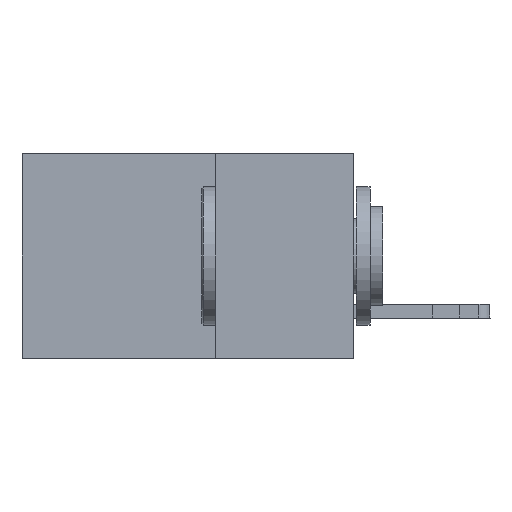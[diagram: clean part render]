
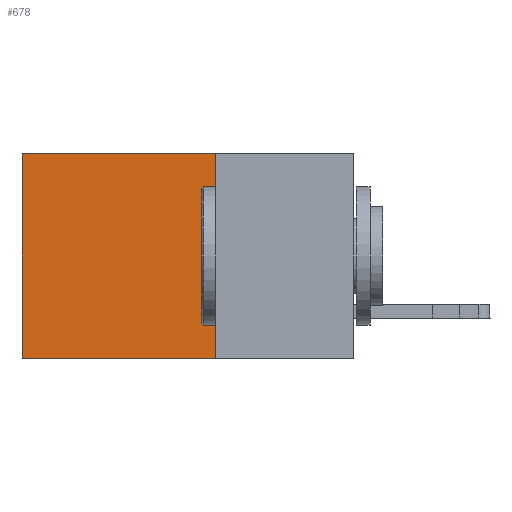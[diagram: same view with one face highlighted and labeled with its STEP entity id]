
A CAD part, left-side view. The second image highlights one B-rep face of the part: STEP entity #678.
In plain terms, the highlighted planar face has unit normal (-1, 0, 0).
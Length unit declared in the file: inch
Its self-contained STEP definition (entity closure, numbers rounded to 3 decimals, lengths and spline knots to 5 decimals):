
#350 = CARTESIAN_POINT ( 'NONE',  ( 0.2875, 0.6, -0.37 ) ) ;
#678 = ADVANCED_FACE ( 'NONE', ( #14099 ), #10701, .F. ) ;
#2575 = DIRECTION ( 'NONE',  ( 0., 0., -1. ) ) ;
#2590 = VECTOR ( 'NONE', #10529, 39.37008 ) ;
#3042 = CARTESIAN_POINT ( 'NONE',  ( 0.2875, 0.25, 0. ) ) ;
#3513 = CARTESIAN_POINT ( 'NONE',  ( 0.2875, 0.25, 0. ) ) ;
#3557 = CARTESIAN_POINT ( 'NONE',  ( 0.2875, 0.6, 0. ) ) ;
#3566 = VECTOR ( 'NONE', #2575, 39.37008 ) ;
#3806 = VERTEX_POINT ( 'NONE', #3557 ) ;
#3960 = AXIS2_PLACEMENT_3D ( 'NONE', #3042, #8991, #8915 ) ;
#4371 = EDGE_CURVE ( 'NONE', #9911, #7501, #15804, .T. ) ;
#6714 = ORIENTED_EDGE ( 'NONE', *, *, #7113, .F. ) ;
#7113 = EDGE_CURVE ( 'NONE', #7501, #12035, #19235, .T. ) ;
#7501 = VERTEX_POINT ( 'NONE', #9968 ) ;
#7822 = DIRECTION ( 'NONE',  ( 0., 1., 0. ) ) ;
#8614 = LINE ( 'NONE', #3513, #2590 ) ;
#8752 = VECTOR ( 'NONE', #7822, 39.37008 ) ;
#8915 = DIRECTION ( 'NONE',  ( 0., 0., -1. ) ) ;
#8991 = DIRECTION ( 'NONE',  ( 1., 0., 0. ) ) ;
#9309 = LINE ( 'NONE', #17304, #3566 ) ;
#9911 = VERTEX_POINT ( 'NONE', #19366 ) ;
#9968 = CARTESIAN_POINT ( 'NONE',  ( 0.2875, 0.25, -0.37 ) ) ;
#10068 = VECTOR ( 'NONE', #15448, 39.37008 ) ;
#10529 = DIRECTION ( 'NONE',  ( 0., 1., 0. ) ) ;
#10701 = PLANE ( 'NONE',  #3960 ) ;
#11147 = CARTESIAN_POINT ( 'NONE',  ( 0.2875, 0.25, 0. ) ) ;
#11476 = ORIENTED_EDGE ( 'NONE', *, *, #4371, .F. ) ;
#12035 = VERTEX_POINT ( 'NONE', #350 ) ;
#13734 = ORIENTED_EDGE ( 'NONE', *, *, #16488, .T. ) ;
#14099 = FACE_OUTER_BOUND ( 'NONE', #19815, .T. ) ;
#15448 = DIRECTION ( 'NONE',  ( 0., 0., -1. ) ) ;
#15804 = LINE ( 'NONE', #11147, #10068 ) ;
#16488 = EDGE_CURVE ( 'NONE', #3806, #12035, #9309, .T. ) ;
#16665 = EDGE_CURVE ( 'NONE', #9911, #3806, #8614, .T. ) ;
#16716 = ORIENTED_EDGE ( 'NONE', *, *, #16665, .T. ) ;
#17304 = CARTESIAN_POINT ( 'NONE',  ( 0.2875, 0.6, 0. ) ) ;
#18993 = CARTESIAN_POINT ( 'NONE',  ( 0.2875, 0.25, -0.37 ) ) ;
#19235 = LINE ( 'NONE', #18993, #8752 ) ;
#19366 = CARTESIAN_POINT ( 'NONE',  ( 0.2875, 0.25, 0. ) ) ;
#19815 = EDGE_LOOP ( 'NONE', ( #13734, #6714, #11476, #16716 ) ) ;
